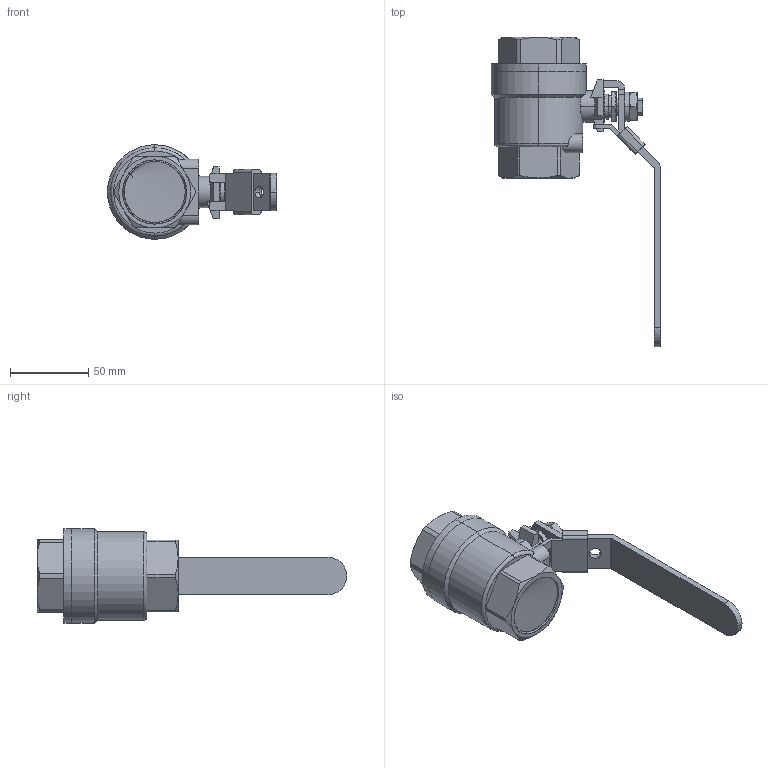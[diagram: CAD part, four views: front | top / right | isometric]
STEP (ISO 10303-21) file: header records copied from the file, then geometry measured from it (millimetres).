
FILE_DESCRIPTION (( 'STEP AP203' ), '1' );
FILE_NAME ('Fig.2001 DN-032 A2N 11-4.STEP', '2021-05-25T11:30:21', ( '' ), ( '' ), 'SwSTEP 2.0', 'SolidWorks 2020', '' );
FILE_SCHEMA (( 'CONFIG_CONTROL_DESIGN' ));
Products named in the file (1): Fig.2001 DN-032 A2N 11-4
Bounding box: 108.15 x 197.8 x 60.5 mm (x, y, z)
Surface area: 89994.4 mm2 (no closed solid volume)
Topology: 0 solids, 15 shells, 320 faces, 817 edges, 524 vertices
Faces by surface type: plane 137, cylinder 121, cone 53, bspline 9
Entity records: 37953 total; most frequent: CARTESIAN_POINT 30343, ORIENTED_EDGE 1559, DIRECTION 1547, EDGE_CURVE 799, AXIS2_PLACEMENT_3D 599, VERTEX_POINT 519, EDGE_LOOP 362, VECTOR 349
